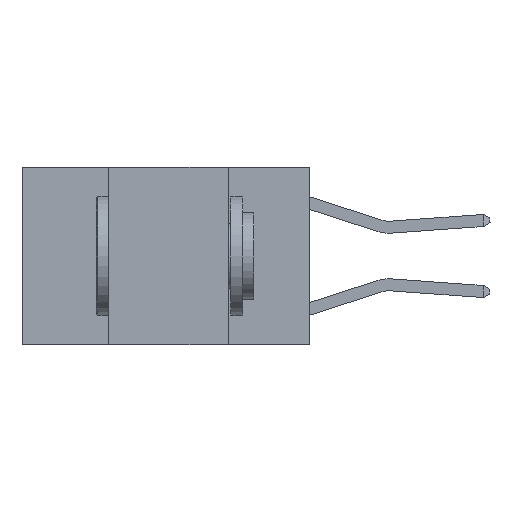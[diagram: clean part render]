
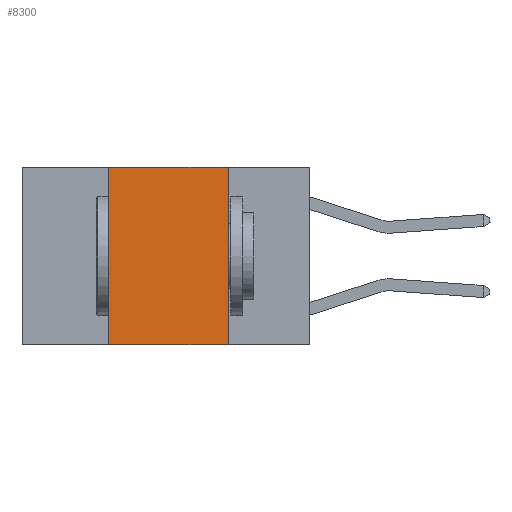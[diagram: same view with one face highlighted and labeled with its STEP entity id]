
A CAD part, left-side view. The second image highlights one B-rep face of the part: STEP entity #8300.
In plain terms, the highlighted planar face has unit normal (-1, 0, 0).
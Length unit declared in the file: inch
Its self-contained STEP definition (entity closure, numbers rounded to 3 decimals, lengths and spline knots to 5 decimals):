
#205 = DIRECTION ( 'NONE',  ( 0., -1., 0. ) ) ;
#296 = CARTESIAN_POINT ( 'NONE',  ( 0., 0.42, -0.37 ) ) ;
#464 = VECTOR ( 'NONE', #205, 39.37008 ) ;
#1396 = CARTESIAN_POINT ( 'NONE',  ( 0., 0.17, -0.37 ) ) ;
#1708 = ORIENTED_EDGE ( 'NONE', *, *, #14944, .F. ) ;
#1749 = EDGE_CURVE ( 'NONE', #14593, #5824, #3242, .T. ) ;
#1937 = DIRECTION ( 'NONE',  ( 0., 0., 1. ) ) ;
#2201 = DIRECTION ( 'NONE',  ( 0., 0., -1. ) ) ;
#2835 = VECTOR ( 'NONE', #12042, 39.37008 ) ;
#3242 = LINE ( 'NONE', #13898, #2835 ) ;
#3481 = EDGE_CURVE ( 'NONE', #14593, #14988, #7638, .T. ) ;
#4524 = EDGE_LOOP ( 'NONE', ( #1708, #9168, #9557, #13095 ) ) ;
#4546 = PLANE ( 'NONE',  #7051 ) ;
#5824 = VERTEX_POINT ( 'NONE', #1396 ) ;
#6027 = DIRECTION ( 'NONE',  ( 0., 0., -1. ) ) ;
#7051 = AXIS2_PLACEMENT_3D ( 'NONE', #8898, #14222, #6027 ) ;
#7638 = LINE ( 'NONE', #14199, #10834 ) ;
#8182 = EDGE_CURVE ( 'NONE', #14988, #12118, #8251, .T. ) ;
#8251 = LINE ( 'NONE', #16399, #464 ) ;
#8300 = ADVANCED_FACE ( 'NONE', ( #15522 ), #4546, .F. ) ;
#8727 = LINE ( 'NONE', #9221, #9577 ) ;
#8898 = CARTESIAN_POINT ( 'NONE',  ( 0., 0.6, 0. ) ) ;
#9168 = ORIENTED_EDGE ( 'NONE', *, *, #8182, .F. ) ;
#9221 = CARTESIAN_POINT ( 'NONE',  ( 0., 0.17, 0. ) ) ;
#9557 = ORIENTED_EDGE ( 'NONE', *, *, #3481, .F. ) ;
#9577 = VECTOR ( 'NONE', #2201, 39.37008 ) ;
#10195 = CARTESIAN_POINT ( 'NONE',  ( 0., 0.17, 0. ) ) ;
#10834 = VECTOR ( 'NONE', #1937, 39.37008 ) ;
#12042 = DIRECTION ( 'NONE',  ( 0., -1., 0. ) ) ;
#12118 = VERTEX_POINT ( 'NONE', #10195 ) ;
#13095 = ORIENTED_EDGE ( 'NONE', *, *, #1749, .T. ) ;
#13898 = CARTESIAN_POINT ( 'NONE',  ( 0., 0.6, -0.37 ) ) ;
#14199 = CARTESIAN_POINT ( 'NONE',  ( 0., 0.42, 0. ) ) ;
#14222 = DIRECTION ( 'NONE',  ( 1., 0., 0. ) ) ;
#14593 = VERTEX_POINT ( 'NONE', #296 ) ;
#14944 = EDGE_CURVE ( 'NONE', #12118, #5824, #8727, .T. ) ;
#14988 = VERTEX_POINT ( 'NONE', #15860 ) ;
#15522 = FACE_OUTER_BOUND ( 'NONE', #4524, .T. ) ;
#15860 = CARTESIAN_POINT ( 'NONE',  ( 0., 0.42, 0. ) ) ;
#16399 = CARTESIAN_POINT ( 'NONE',  ( 0., 0.6, 0. ) ) ;
